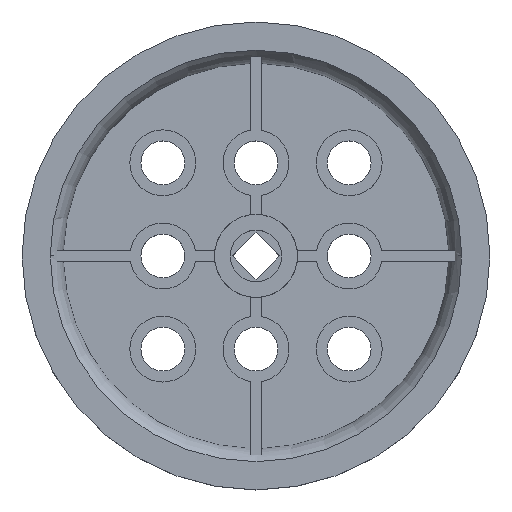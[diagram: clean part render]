
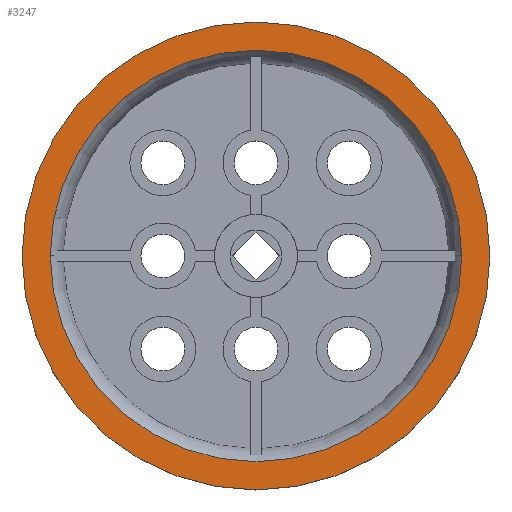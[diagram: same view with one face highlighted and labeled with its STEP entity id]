
A CAD part, top view. The second image highlights one B-rep face of the part: STEP entity #3247.
In plain terms, the highlighted planar face has unit normal (0, 0, 1).
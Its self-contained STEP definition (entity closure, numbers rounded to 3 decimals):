
#295 = PLANE ( 'NONE',  #2342 ) ;
#401 = VERTEX_POINT ( 'NONE', #1501 ) ;
#432 = CARTESIAN_POINT ( 'NONE',  ( 0., 0., 3. ) ) ;
#449 = FACE_BOUND ( 'NONE', #2325, .T. ) ;
#728 = CARTESIAN_POINT ( 'NONE',  ( 0., 0., 3. ) ) ;
#788 = DIRECTION ( 'NONE',  ( 1., 0., 0. ) ) ;
#818 = FACE_OUTER_BOUND ( 'NONE', #1125, .T. ) ;
#1059 = DIRECTION ( 'NONE',  ( 1., 0., 0. ) ) ;
#1125 = EDGE_LOOP ( 'NONE', ( #2042, #1529 ) ) ;
#1132 = CARTESIAN_POINT ( 'NONE',  ( -22.55, 0., 3. ) ) ;
#1282 = CARTESIAN_POINT ( 'NONE',  ( 19.829, 0., 3. ) ) ;
#1407 = VERTEX_POINT ( 'NONE', #1282 ) ;
#1501 = CARTESIAN_POINT ( 'NONE',  ( -19.829, 0., 3. ) ) ;
#1529 = ORIENTED_EDGE ( 'NONE', *, *, #3697, .T. ) ;
#1575 = AXIS2_PLACEMENT_3D ( 'NONE', #728, #3023, #1059 ) ;
#1637 = DIRECTION ( 'NONE',  ( 0., 0., 1. ) ) ;
#1748 = ORIENTED_EDGE ( 'NONE', *, *, #3689, .F. ) ;
#1802 = ORIENTED_EDGE ( 'NONE', *, *, #2359, .F. ) ;
#1843 = CARTESIAN_POINT ( 'NONE',  ( 0., 0., 3. ) ) ;
#1899 = AXIS2_PLACEMENT_3D ( 'NONE', #432, #2766, #788 ) ;
#1912 = AXIS2_PLACEMENT_3D ( 'NONE', #1843, #4179, #2188 ) ;
#2042 = ORIENTED_EDGE ( 'NONE', *, *, #3947, .T. ) ;
#2187 = VERTEX_POINT ( 'NONE', #1132 ) ;
#2188 = DIRECTION ( 'NONE',  ( 1., 0., 0. ) ) ;
#2285 = CARTESIAN_POINT ( 'NONE',  ( 0., 0., 3. ) ) ;
#2325 = EDGE_LOOP ( 'NONE', ( #1802, #1748 ) ) ;
#2342 = AXIS2_PLACEMENT_3D ( 'NONE', #3604, #4452, #2372 ) ;
#2359 = EDGE_CURVE ( 'NONE', #1407, #401, #3745, .T. ) ;
#2372 = DIRECTION ( 'NONE',  ( -1., 0., 0. ) ) ;
#2766 = DIRECTION ( 'NONE',  ( 0., 0., 1. ) ) ;
#3023 = DIRECTION ( 'NONE',  ( 0., 0., 1. ) ) ;
#3127 = VERTEX_POINT ( 'NONE', #3139 ) ;
#3139 = CARTESIAN_POINT ( 'NONE',  ( 22.55, 0., 3. ) ) ;
#3247 = ADVANCED_FACE ( 'NONE', ( #449, #818 ), #295, .F. ) ;
#3329 = DIRECTION ( 'NONE',  ( 1., 0., 0. ) ) ;
#3604 = CARTESIAN_POINT ( 'NONE',  ( 0., 22.55, 3. ) ) ;
#3689 = EDGE_CURVE ( 'NONE', #401, #1407, #4336, .T. ) ;
#3697 = EDGE_CURVE ( 'NONE', #2187, #3127, #4317, .T. ) ;
#3745 = CIRCLE ( 'NONE', #3999, 19.829 ) ;
#3947 = EDGE_CURVE ( 'NONE', #3127, #2187, #4098, .T. ) ;
#3999 = AXIS2_PLACEMENT_3D ( 'NONE', #2285, #1637, #3329 ) ;
#4098 = CIRCLE ( 'NONE', #1575, 22.55 ) ;
#4179 = DIRECTION ( 'NONE',  ( 0., 0., 1. ) ) ;
#4317 = CIRCLE ( 'NONE', #1899, 22.55 ) ;
#4336 = CIRCLE ( 'NONE', #1912, 19.829 ) ;
#4452 = DIRECTION ( 'NONE',  ( 0., 0., -1. ) ) ;
